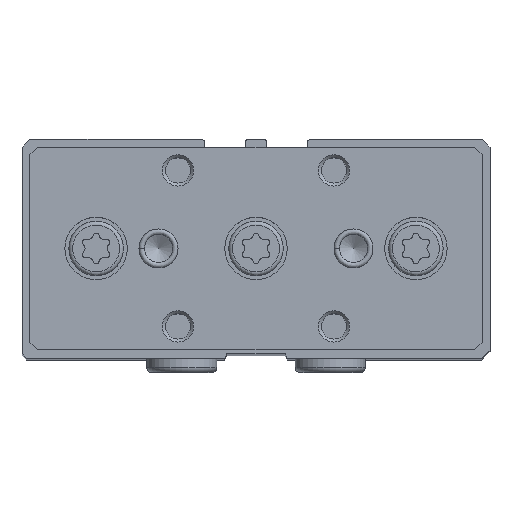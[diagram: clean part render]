
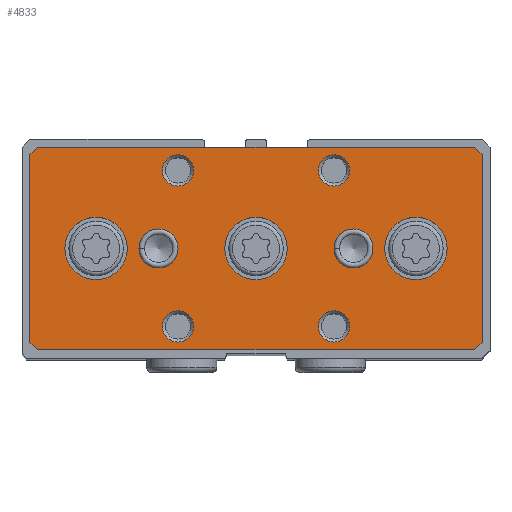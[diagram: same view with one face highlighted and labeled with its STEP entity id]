
A CAD part, top view. The second image highlights one B-rep face of the part: STEP entity #4833.
In plain terms, the highlighted face is planar.
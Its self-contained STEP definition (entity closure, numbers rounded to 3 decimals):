
#211=PLANE('',#5366);
#409=CIRCLE('',#5367,4.);
#410=CIRCLE('',#5368,4.);
#411=CIRCLE('',#5369,4.);
#412=CIRCLE('',#5370,2.5);
#413=CIRCLE('',#5371,2.5);
#414=CIRCLE('',#5372,2.);
#415=CIRCLE('',#5373,2.);
#416=CIRCLE('',#5374,2.);
#417=CIRCLE('',#5375,2.);
#729=LINE('',#8222,#995);
#730=LINE('',#8225,#996);
#731=LINE('',#8227,#997);
#732=LINE('',#8229,#998);
#733=LINE('',#8231,#999);
#734=LINE('',#8233,#1000);
#735=LINE('',#8235,#1001);
#736=LINE('',#8237,#1002);
#995=VECTOR('',#6527,1000.);
#996=VECTOR('',#6528,1000.);
#997=VECTOR('',#6529,1000.);
#998=VECTOR('',#6530,1000.);
#999=VECTOR('',#6531,1000.);
#1000=VECTOR('',#6532,1000.);
#1001=VECTOR('',#6533,1000.);
#1002=VECTOR('',#6534,1000.);
#1835=ORIENTED_EDGE('',*,*,#2724,.F.);
#1836=ORIENTED_EDGE('',*,*,#2725,.F.);
#1837=ORIENTED_EDGE('',*,*,#2726,.F.);
#1838=ORIENTED_EDGE('',*,*,#2727,.F.);
#1839=ORIENTED_EDGE('',*,*,#2728,.F.);
#1840=ORIENTED_EDGE('',*,*,#2729,.F.);
#1841=ORIENTED_EDGE('',*,*,#2730,.F.);
#1842=ORIENTED_EDGE('',*,*,#2731,.F.);
#1843=ORIENTED_EDGE('',*,*,#2732,.F.);
#1844=ORIENTED_EDGE('',*,*,#2733,.T.);
#1845=ORIENTED_EDGE('',*,*,#2734,.T.);
#1846=ORIENTED_EDGE('',*,*,#2735,.T.);
#1847=ORIENTED_EDGE('',*,*,#2736,.T.);
#1848=ORIENTED_EDGE('',*,*,#2737,.T.);
#1849=ORIENTED_EDGE('',*,*,#2738,.T.);
#1850=ORIENTED_EDGE('',*,*,#2739,.T.);
#1851=ORIENTED_EDGE('',*,*,#2740,.T.);
#2724=EDGE_CURVE('',#3272,#3272,#409,.T.);
#2725=EDGE_CURVE('',#3273,#3273,#410,.T.);
#2726=EDGE_CURVE('',#3274,#3274,#411,.T.);
#2727=EDGE_CURVE('',#3275,#3275,#412,.T.);
#2728=EDGE_CURVE('',#3276,#3276,#413,.T.);
#2729=EDGE_CURVE('',#3277,#3277,#414,.T.);
#2730=EDGE_CURVE('',#3278,#3278,#415,.T.);
#2731=EDGE_CURVE('',#3279,#3279,#416,.T.);
#2732=EDGE_CURVE('',#3280,#3280,#417,.T.);
#2733=EDGE_CURVE('',#3281,#3282,#729,.T.);
#2734=EDGE_CURVE('',#3282,#3283,#730,.T.);
#2735=EDGE_CURVE('',#3283,#3284,#731,.T.);
#2736=EDGE_CURVE('',#3284,#3285,#732,.T.);
#2737=EDGE_CURVE('',#3285,#3286,#733,.T.);
#2738=EDGE_CURVE('',#3286,#3287,#734,.T.);
#2739=EDGE_CURVE('',#3287,#3288,#735,.T.);
#2740=EDGE_CURVE('',#3288,#3281,#736,.T.);
#3272=VERTEX_POINT('',#8205);
#3273=VERTEX_POINT('',#8207);
#3274=VERTEX_POINT('',#8209);
#3275=VERTEX_POINT('',#8211);
#3276=VERTEX_POINT('',#8213);
#3277=VERTEX_POINT('',#8215);
#3278=VERTEX_POINT('',#8217);
#3279=VERTEX_POINT('',#8219);
#3280=VERTEX_POINT('',#8221);
#3281=VERTEX_POINT('',#8223);
#3282=VERTEX_POINT('',#8224);
#3283=VERTEX_POINT('',#8226);
#3284=VERTEX_POINT('',#8228);
#3285=VERTEX_POINT('',#8230);
#3286=VERTEX_POINT('',#8232);
#3287=VERTEX_POINT('',#8234);
#3288=VERTEX_POINT('',#8236);
#3811=EDGE_LOOP('',(#1835));
#3812=EDGE_LOOP('',(#1836));
#3813=EDGE_LOOP('',(#1837));
#3814=EDGE_LOOP('',(#1838));
#3815=EDGE_LOOP('',(#1839));
#3816=EDGE_LOOP('',(#1840));
#3817=EDGE_LOOP('',(#1841));
#3818=EDGE_LOOP('',(#1842));
#3819=EDGE_LOOP('',(#1843));
#3820=EDGE_LOOP('',(#1844,#1845,#1846,#1847,#1848,#1849,#1850,#1851));
#4306=FACE_BOUND('',#3811,.T.);
#4307=FACE_BOUND('',#3812,.T.);
#4308=FACE_BOUND('',#3813,.T.);
#4309=FACE_BOUND('',#3814,.T.);
#4310=FACE_BOUND('',#3815,.T.);
#4311=FACE_BOUND('',#3816,.T.);
#4312=FACE_BOUND('',#3817,.T.);
#4313=FACE_BOUND('',#3818,.T.);
#4314=FACE_BOUND('',#3819,.T.);
#4315=FACE_BOUND('',#3820,.T.);
#4833=ADVANCED_FACE('',(#4306,#4307,#4308,#4309,#4310,#4311,#4312,#4313,
#4314,#4315),#211,.T.);
#5366=AXIS2_PLACEMENT_3D('',#8203,#6507,#6508);
#5367=AXIS2_PLACEMENT_3D('',#8204,#6509,#6510);
#5368=AXIS2_PLACEMENT_3D('',#8206,#6511,#6512);
#5369=AXIS2_PLACEMENT_3D('',#8208,#6513,#6514);
#5370=AXIS2_PLACEMENT_3D('',#8210,#6515,#6516);
#5371=AXIS2_PLACEMENT_3D('',#8212,#6517,#6518);
#5372=AXIS2_PLACEMENT_3D('',#8214,#6519,#6520);
#5373=AXIS2_PLACEMENT_3D('',#8216,#6521,#6522);
#5374=AXIS2_PLACEMENT_3D('',#8218,#6523,#6524);
#5375=AXIS2_PLACEMENT_3D('',#8220,#6525,#6526);
#6507=DIRECTION('',(1.,0.,0.));
#6508=DIRECTION('',(0.,0.,-1.));
#6509=DIRECTION('',(1.,0.,0.));
#6510=DIRECTION('',(0.,0.,-1.));
#6511=DIRECTION('',(1.,0.,0.));
#6512=DIRECTION('',(0.,0.,-1.));
#6513=DIRECTION('',(1.,0.,0.));
#6514=DIRECTION('',(0.,0.,-1.));
#6515=DIRECTION('',(1.,0.,0.));
#6516=DIRECTION('',(0.,0.,-1.));
#6517=DIRECTION('',(1.,0.,0.));
#6518=DIRECTION('',(0.,0.,-1.));
#6519=DIRECTION('',(1.,0.,0.));
#6520=DIRECTION('',(0.,0.,-1.));
#6521=DIRECTION('',(1.,0.,0.));
#6522=DIRECTION('',(0.,0.,-1.));
#6523=DIRECTION('',(1.,0.,0.));
#6524=DIRECTION('',(0.,0.,-1.));
#6525=DIRECTION('',(1.,0.,0.));
#6526=DIRECTION('',(0.,0.,-1.));
#6527=DIRECTION('',(0.,-1.,0.));
#6528=DIRECTION('',(0.,-0.707,-0.707));
#6529=DIRECTION('',(0.,0.,-1.));
#6530=DIRECTION('',(0.,0.707,-0.707));
#6531=DIRECTION('',(0.,1.,0.));
#6532=DIRECTION('',(0.,0.707,0.707));
#6533=DIRECTION('',(0.,0.,1.));
#6534=DIRECTION('',(0.,-0.707,0.707));
#8203=CARTESIAN_POINT('',(13.,0.,0.));
#8204=CARTESIAN_POINT('',(13.,0.,20.5));
#8205=CARTESIAN_POINT('',(13.,0.,16.5));
#8206=CARTESIAN_POINT('',(13.,0.,-20.5));
#8207=CARTESIAN_POINT('',(13.,0.,-24.5));
#8208=CARTESIAN_POINT('',(13.,0.,0.));
#8209=CARTESIAN_POINT('',(13.,0.,-4.));
#8210=CARTESIAN_POINT('',(13.,0.,12.5));
#8211=CARTESIAN_POINT('',(13.,0.,10.));
#8212=CARTESIAN_POINT('',(13.,0.,-12.5));
#8213=CARTESIAN_POINT('',(13.,0.,-15.));
#8214=CARTESIAN_POINT('',(13.,-10.,10.));
#8215=CARTESIAN_POINT('',(13.,-10.,8.));
#8216=CARTESIAN_POINT('',(13.,-10.,-10.));
#8217=CARTESIAN_POINT('',(13.,-10.,-12.));
#8218=CARTESIAN_POINT('',(13.,10.,10.));
#8219=CARTESIAN_POINT('',(13.,10.,8.));
#8220=CARTESIAN_POINT('',(13.,10.,-10.));
#8221=CARTESIAN_POINT('',(13.,10.,-12.));
#8222=CARTESIAN_POINT('',(13.,12.,29.));
#8223=CARTESIAN_POINT('',(13.,12.,29.));
#8224=CARTESIAN_POINT('',(13.,-12.,29.));
#8225=CARTESIAN_POINT('',(13.,-12.,29.));
#8226=CARTESIAN_POINT('',(13.,-13.,28.));
#8227=CARTESIAN_POINT('',(13.,-13.,28.));
#8228=CARTESIAN_POINT('',(13.,-13.,-28.));
#8229=CARTESIAN_POINT('',(13.,-13.,-28.));
#8230=CARTESIAN_POINT('',(13.,-12.,-29.));
#8231=CARTESIAN_POINT('',(13.,-12.,-29.));
#8232=CARTESIAN_POINT('',(13.,12.,-29.));
#8233=CARTESIAN_POINT('',(13.,12.,-29.));
#8234=CARTESIAN_POINT('',(13.,13.,-28.));
#8235=CARTESIAN_POINT('',(13.,13.,-28.));
#8236=CARTESIAN_POINT('',(13.,13.,28.));
#8237=CARTESIAN_POINT('',(13.,13.,28.));
